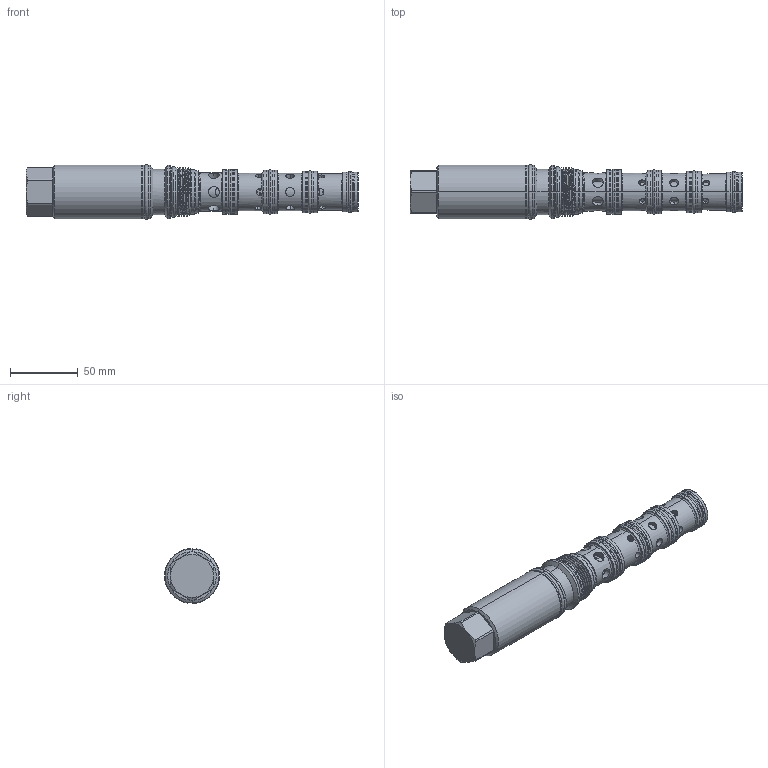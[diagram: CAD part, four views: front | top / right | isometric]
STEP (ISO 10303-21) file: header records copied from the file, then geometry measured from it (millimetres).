
FILE_DESCRIPTION (( 'STEP AP203' ), '1' );
FILE_NAME ('PDD53A6P22-N-140.STEP', '2020-07-13T00:25:29', ( '' ), ( '' ), 'SwSTEP 2.0', 'SolidWorks 2018', '' );
FILE_SCHEMA (( 'CONFIG_CONTROL_DESIGN' ));
Length unit declared in the file: millimetre
Products named in the file (1): PDD53A6P22-N-140
Bounding box: 244.46 x 40.39 x 40.39 mm (x, y, z)
Volume: 197932 mm3; surface area: 55577.7 mm2
Topology: 6 solids, 12 shells, 556 faces, 1314 edges, 794 vertices
Faces by surface type: cylinder 344, plane 96, torus 61, cone 52, bspline 3
Entity records: 22646 total; most frequent: CARTESIAN_POINT 9893, DIRECTION 2671, ORIENTED_EDGE 2628, EDGE_CURVE 1314, AXIS2_PLACEMENT_3D 1159, VERTEX_POINT 794, EDGE_LOOP 664, CIRCLE 605
